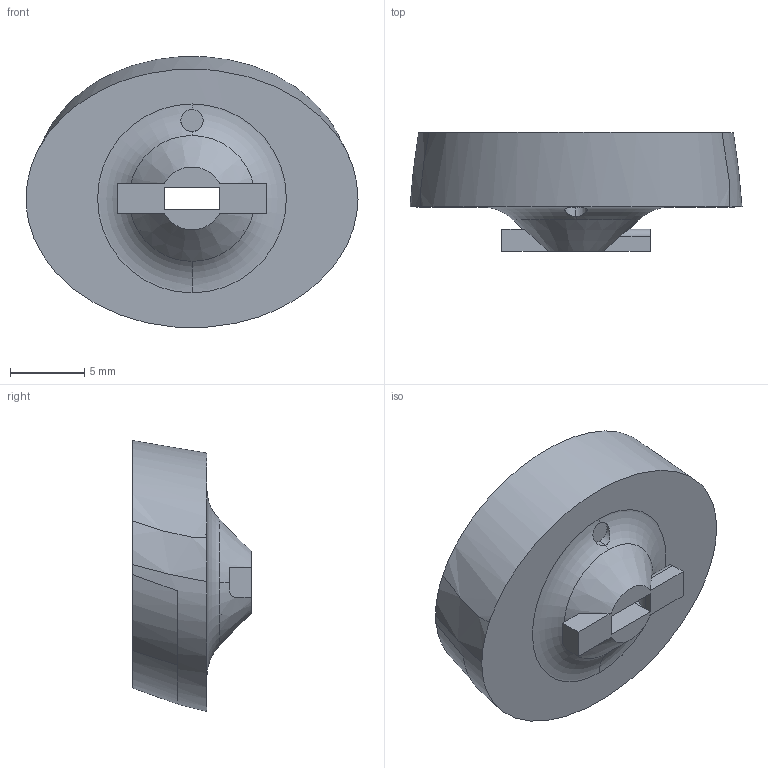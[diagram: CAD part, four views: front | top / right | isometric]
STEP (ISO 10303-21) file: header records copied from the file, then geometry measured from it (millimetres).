
FILE_DESCRIPTION (( 'STEP AP203' ), '1' );
FILE_NAME ('DP - D LockTH.STEP', '2017-08-02T02:52:01', ( '' ), ( '' ), 'SwSTEP 2.0', 'SolidWorks 2016', '' );
FILE_SCHEMA (( 'CONFIG_CONTROL_DESIGN' ));
Length unit declared in the file: millimetre
Products named in the file (1): DP - D LockTH
Bounding box: 22.37 x 8 x 18.24 mm (x, y, z)
Volume: 1475.2 mm3; surface area: 1087.1 mm2
Topology: 1 solids, 1 shells, 51 faces, 146 edges, 98 vertices
Faces by surface type: plane 31, cylinder 9, bspline 7, torus 2, cone 2
Entity records: 2916 total; most frequent: CARTESIAN_POINT 1592, ORIENTED_EDGE 292, DIRECTION 212, EDGE_CURVE 146, VERTEX_POINT 98, LINE 72, VECTOR 72, AXIS2_PLACEMENT_3D 70
